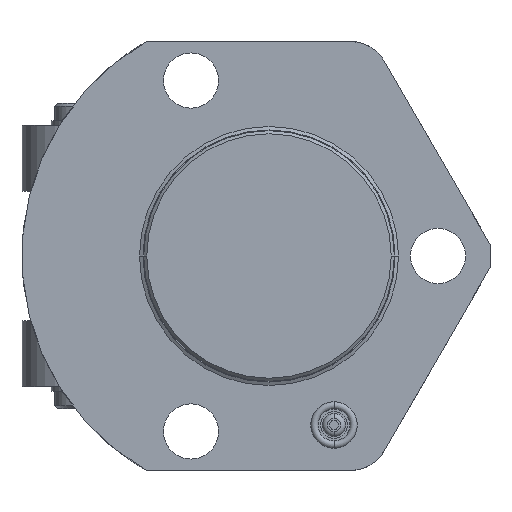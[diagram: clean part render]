
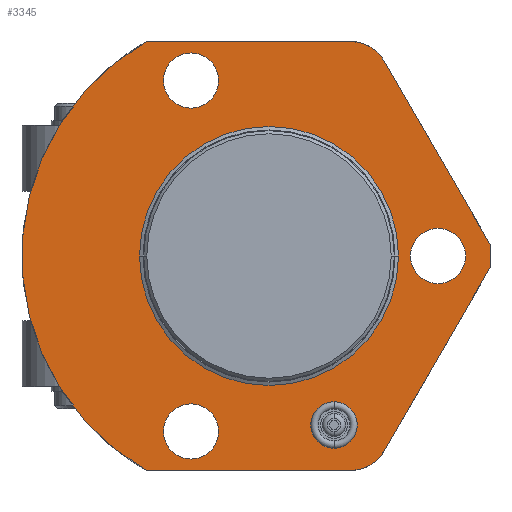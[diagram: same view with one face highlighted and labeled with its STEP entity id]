
A CAD part, front view. The second image highlights one B-rep face of the part: STEP entity #3345.
In plain terms, the highlighted planar face has unit normal (0, -1, 0).
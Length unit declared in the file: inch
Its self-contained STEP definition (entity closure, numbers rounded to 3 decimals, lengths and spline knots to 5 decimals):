
#716=CARTESIAN_POINT('',(0.,0.,0.));
#717=DIRECTION('',(0.,1.,0.));
#718=DIRECTION('',(1.,0.,0.));
#719=AXIS2_PLACEMENT_3D('',#716,#717,#718);
#721=CARTESIAN_POINT('',(0.,0.,0.));
#722=DIRECTION('',(0.,1.,0.));
#723=DIRECTION('',(-1.,0.,0.));
#724=AXIS2_PLACEMENT_3D('',#721,#722,#723);
#726=CARTESIAN_POINT('',(1.625,0.,0.));
#727=DIRECTION('',(0.,-1.,0.));
#728=DIRECTION('',(1.,0.,0.));
#729=AXIS2_PLACEMENT_3D('',#726,#727,#728);
#731=CARTESIAN_POINT('',(1.625,0.,0.));
#732=DIRECTION('',(0.,-1.,0.));
#733=DIRECTION('',(-1.,0.,0.));
#734=AXIS2_PLACEMENT_3D('',#731,#732,#733);
#736=CARTESIAN_POINT('',(-0.75,0.,1.687));
#737=DIRECTION('',(0.,-1.,0.));
#738=DIRECTION('',(1.,0.,0.));
#739=AXIS2_PLACEMENT_3D('',#736,#737,#738);
#741=CARTESIAN_POINT('',(-0.75,0.,1.687));
#742=DIRECTION('',(0.,-1.,0.));
#743=DIRECTION('',(-1.,0.,0.));
#744=AXIS2_PLACEMENT_3D('',#741,#742,#743);
#746=CARTESIAN_POINT('',(-0.75,0.,-1.687));
#747=DIRECTION('',(0.,-1.,0.));
#748=DIRECTION('',(1.,0.,0.));
#749=AXIS2_PLACEMENT_3D('',#746,#747,#748);
#751=CARTESIAN_POINT('',(-0.75,0.,-1.687));
#752=DIRECTION('',(0.,-1.,0.));
#753=DIRECTION('',(-1.,0.,0.));
#754=AXIS2_PLACEMENT_3D('',#751,#752,#753);
#756=CARTESIAN_POINT('',(0.625,0.,-1.625));
#757=DIRECTION('',(0.,-1.,0.));
#758=DIRECTION('',(-1.,0.,0.));
#759=AXIS2_PLACEMENT_3D('',#756,#757,#758);
#761=CARTESIAN_POINT('',(0.625,0.,-1.625));
#762=DIRECTION('',(0.,-1.,0.));
#763=DIRECTION('',(1.,0.,0.));
#764=AXIS2_PLACEMENT_3D('',#761,#762,#763);
#766=DIRECTION('',(-0.5,0.,0.866));
#767=VECTOR('',#766,2.03061);
#768=CARTESIAN_POINT('',(2.125,0.,0.11394));
#769=LINE('',#768,#767);
#770=DIRECTION('',(0.,0.,1.));
#771=VECTOR('',#770,0.22789);
#772=CARTESIAN_POINT('',(2.125,0.,-0.11394));
#773=LINE('',#772,#771);
#774=DIRECTION('',(0.5,0.,0.866));
#775=VECTOR('',#774,2.03061);
#776=CARTESIAN_POINT('',(1.1097,0.,-1.8725));
#777=LINE('',#776,#775);
#778=DIRECTION('',(1.,0.,0.));
#779=VECTOR('',#778,1.9582);
#780=CARTESIAN_POINT('',(-1.17759,0.,-2.0625));
#781=LINE('',#780,#779);
#782=DIRECTION('',(1.,0.,0.));
#783=VECTOR('',#782,1.9582);
#784=CARTESIAN_POINT('',(-1.17759,0.,2.0625));
#785=LINE('',#784,#783);
#1259=CARTESIAN_POINT('',(0.,0.,0.));
#1260=DIRECTION('',(0.,-1.,0.));
#1261=DIRECTION('',(-0.496,0.,0.868));
#1262=AXIS2_PLACEMENT_3D('',#1259,#1260,#1261);
#1456=CARTESIAN_POINT('',(0.78061,0.,1.6825));
#1457=DIRECTION('',(0.,-1.,0.));
#1458=DIRECTION('',(0.866,0.,0.5));
#1459=AXIS2_PLACEMENT_3D('',#1456,#1457,#1458);
#1613=CARTESIAN_POINT('',(0.78061,0.,-1.6825));
#1614=DIRECTION('',(0.,-1.,0.));
#1615=DIRECTION('',(0.,0.,-1.));
#1616=AXIS2_PLACEMENT_3D('',#1613,#1614,#1615);
#2067=CARTESIAN_POINT('',(-1.17759,0.,2.0625));
#2068=CARTESIAN_POINT('',(-1.17759,0.,-2.0625));
#2069=VERTEX_POINT('',#2067);
#2070=VERTEX_POINT('',#2068);
#2071=CARTESIAN_POINT('',(2.125,0.,-0.11394));
#2072=CARTESIAN_POINT('',(2.125,0.,0.11394));
#2073=VERTEX_POINT('',#2071);
#2074=VERTEX_POINT('',#2072);
#2075=CARTESIAN_POINT('',(1.8905,0.,0.));
#2076=CARTESIAN_POINT('',(1.3595,0.,0.));
#2077=VERTEX_POINT('',#2075);
#2078=VERTEX_POINT('',#2076);
#2091=CARTESIAN_POINT('',(-0.4845,0.,-1.687));
#2092=CARTESIAN_POINT('',(-1.0155,0.,-1.687));
#2093=VERTEX_POINT('',#2091);
#2094=VERTEX_POINT('',#2092);
#2099=CARTESIAN_POINT('',(-0.4845,0.,1.687));
#2100=CARTESIAN_POINT('',(-1.0155,0.,1.687));
#2101=VERTEX_POINT('',#2099);
#2102=VERTEX_POINT('',#2100);
#2147=CARTESIAN_POINT('',(0.40175,0.,-1.625));
#2148=CARTESIAN_POINT('',(0.84825,0.,-1.625));
#2149=VERTEX_POINT('',#2147);
#2150=VERTEX_POINT('',#2148);
#2151=CARTESIAN_POINT('',(0.78061,0.,2.0625));
#2153=VERTEX_POINT('',#2151);
#2156=CARTESIAN_POINT('',(1.1097,0.,1.8725));
#2157=VERTEX_POINT('',#2156);
#2158=CARTESIAN_POINT('',(1.1097,0.,-1.8725));
#2160=VERTEX_POINT('',#2158);
#2163=CARTESIAN_POINT('',(0.78061,0.,-2.0625));
#2164=VERTEX_POINT('',#2163);
#2169=CARTESIAN_POINT('',(1.205,0.,0.));
#2170=CARTESIAN_POINT('',(-1.205,0.,0.));
#2171=VERTEX_POINT('',#2169);
#2172=VERTEX_POINT('',#2170);
#3294=CARTESIAN_POINT('',(0.,0.,0.));
#3295=DIRECTION('',(0.,-1.,0.));
#3296=DIRECTION('',(1.,0.,0.));
#3297=AXIS2_PLACEMENT_3D('',#3294,#3295,#3296);
#3298=PLANE('',#3297);
#3300=ORIENTED_EDGE('',*,*,#3299,.F.);
#3302=ORIENTED_EDGE('',*,*,#3301,.F.);
#3304=ORIENTED_EDGE('',*,*,#3303,.F.);
#3306=ORIENTED_EDGE('',*,*,#3305,.F.);
#3308=ORIENTED_EDGE('',*,*,#3307,.F.);
#3310=ORIENTED_EDGE('',*,*,#3309,.F.);
#3312=ORIENTED_EDGE('',*,*,#3311,.F.);
#3314=ORIENTED_EDGE('',*,*,#3313,.T.);
#3315=EDGE_LOOP('',(#3300,#3302,#3304,#3306,#3308,#3310,#3312,#3314));
#3316=FACE_OUTER_BOUND('',#3315,.F.);
#3317=ORIENTED_EDGE('',*,*,#3274,.T.);
#3318=ORIENTED_EDGE('',*,*,#3288,.T.);
#3319=EDGE_LOOP('',(#3317,#3318));
#3320=FACE_BOUND('',#3319,.F.);
#3322=ORIENTED_EDGE('',*,*,#3321,.T.);
#3324=ORIENTED_EDGE('',*,*,#3323,.T.);
#3325=EDGE_LOOP('',(#3322,#3324));
#3326=FACE_BOUND('',#3325,.F.);
#3328=ORIENTED_EDGE('',*,*,#3327,.T.);
#3330=ORIENTED_EDGE('',*,*,#3329,.T.);
#3331=EDGE_LOOP('',(#3328,#3330));
#3332=FACE_BOUND('',#3331,.F.);
#3334=ORIENTED_EDGE('',*,*,#3333,.T.);
#3336=ORIENTED_EDGE('',*,*,#3335,.T.);
#3337=EDGE_LOOP('',(#3334,#3336));
#3338=FACE_BOUND('',#3337,.F.);
#3340=ORIENTED_EDGE('',*,*,#3339,.F.);
#3342=ORIENTED_EDGE('',*,*,#3341,.F.);
#3343=EDGE_LOOP('',(#3340,#3342));
#3344=FACE_BOUND('',#3343,.F.);
#720=CIRCLE('',#719,1.205);
#725=CIRCLE('',#724,1.205);
#730=CIRCLE('',#729,0.2655);
#735=CIRCLE('',#734,0.2655);
#740=CIRCLE('',#739,0.2655);
#745=CIRCLE('',#744,0.2655);
#750=CIRCLE('',#749,0.2655);
#755=CIRCLE('',#754,0.2655);
#760=CIRCLE('',#759,0.22325);
#765=CIRCLE('',#764,0.22325);
#1263=CIRCLE('',#1262,2.375);
#1460=CIRCLE('',#1459,0.38);
#1617=CIRCLE('',#1616,0.38);
#3274=EDGE_CURVE('',#2077,#2078,#730,.T.);
#3288=EDGE_CURVE('',#2078,#2077,#735,.T.);
#3299=EDGE_CURVE('',#2157,#2153,#1460,.T.);
#3301=EDGE_CURVE('',#2074,#2157,#769,.T.);
#3303=EDGE_CURVE('',#2073,#2074,#773,.T.);
#3305=EDGE_CURVE('',#2160,#2073,#777,.T.);
#3307=EDGE_CURVE('',#2164,#2160,#1617,.T.);
#3309=EDGE_CURVE('',#2070,#2164,#781,.T.);
#3311=EDGE_CURVE('',#2069,#2070,#1263,.T.);
#3313=EDGE_CURVE('',#2069,#2153,#785,.T.);
#3321=EDGE_CURVE('',#2101,#2102,#740,.T.);
#3323=EDGE_CURVE('',#2102,#2101,#745,.T.);
#3327=EDGE_CURVE('',#2093,#2094,#750,.T.);
#3329=EDGE_CURVE('',#2094,#2093,#755,.T.);
#3333=EDGE_CURVE('',#2149,#2150,#760,.T.);
#3335=EDGE_CURVE('',#2150,#2149,#765,.T.);
#3339=EDGE_CURVE('',#2171,#2172,#720,.T.);
#3341=EDGE_CURVE('',#2172,#2171,#725,.T.);
#3345=ADVANCED_FACE('',(#3316,#3320,#3326,#3332,#3338,#3344),#3298,.T.);
